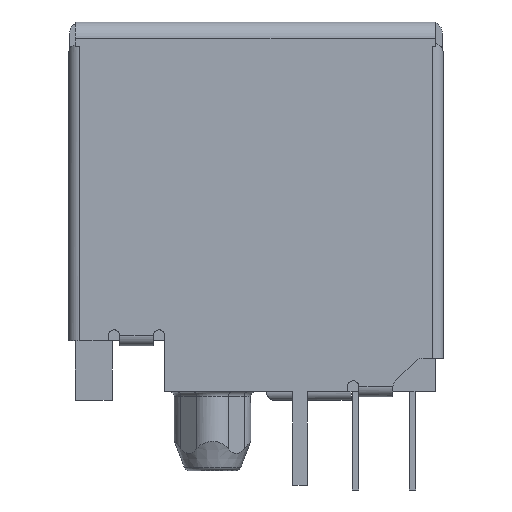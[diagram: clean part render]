
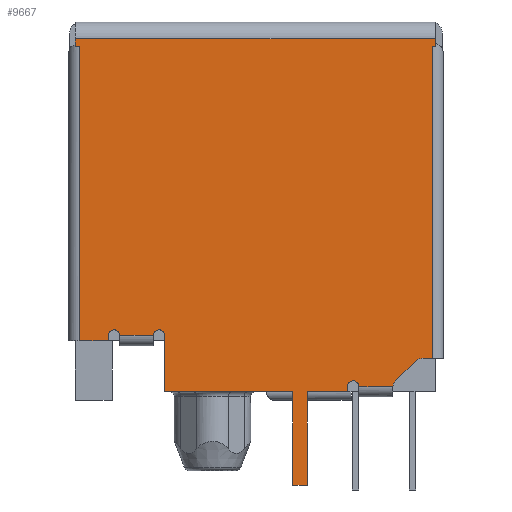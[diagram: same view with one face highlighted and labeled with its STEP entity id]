
A CAD part, left-side view. The second image highlights one B-rep face of the part: STEP entity #9667.
In plain terms, the highlighted planar face has unit normal (-1, 0, 0).
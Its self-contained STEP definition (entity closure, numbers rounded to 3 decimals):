
#1=DIRECTION('',(-1.,0.,0.));
#5=DIRECTION('',(0.,0.,-1.));
#10=DIRECTION('',(0.,1.,0.));
#23=DIRECTION('',(0.,-1.,0.));
#53=DIRECTION('',(0.,0.,1.));
#73=VECTOR('',#23,1.28);
#98=VECTOR('',#53,2.268);
#124=DIRECTION('',(1.,0.,0.));
#191=CARTESIAN_POINT('',(-8.059,-1.788,-16.444));
#201=CARTESIAN_POINT('',(-8.059,-4.22,-16.447));
#247=VECTOR('',#10,0.64);
#363=DIRECTION('',(0.,0.,-1.));
#364=VECTOR('',#363,4.145);
#365=LINE('',#191,#364);
#366=CARTESIAN_POINT('',(-8.059,-2.428,-16.444));
#367=CARTESIAN_POINT('',(-8.059,-3.025,-16.444));
#368=CARTESIAN_POINT('',(-8.059,-3.623,-16.447));
#369=LINE('',#366,#364);
#370=DIRECTION('',(0.,-1.,0.001));
#371=VECTOR('',#370,5.698);
#372=CARTESIAN_POINT('',(-8.059,3.91,-16.447));
#373=LINE('',#372,#371);
#374=LINE('',#372,#98);
#375=VECTOR('',#5,0.25);
#376=CARTESIAN_POINT('',(-8.059,3.91,-13.929));
#377=LINE('',#376,#375);
#378=CARTESIAN_POINT('',(-8.059,4.16,-13.929));
#379=DIRECTION('',(0.,-1.,0.));
#380=AXIS2_PLACEMENT_3D('',#378,#1,#379);
#381=VECTOR('',#23,1.5);
#382=CARTESIAN_POINT('',(-8.059,5.91,-13.929));
#383=LINE('',#382,#381);
#384=CARTESIAN_POINT('',(-8.059,6.16,-13.929));
#385=AXIS2_PLACEMENT_3D('',#384,#1,#23);
#386=DIRECTION('',(0.,0.,1.));
#387=AXIS2_PLACEMENT_3D('',#384,#1,#386);
#388=DIRECTION('',(0.,0.,1.));
#389=VECTOR('',#388,0.25);
#390=CARTESIAN_POINT('',(-8.059,6.41,-14.179));
#391=LINE('',#390,#389);
#392=VECTOR('',#5,13.101);
#393=CARTESIAN_POINT('',(-8.059,7.69,-1.078));
#394=LINE('',#393,#392);
#395=VECTOR('',#23,16.);
#396=CARTESIAN_POINT('',(-8.059,7.874,-0.749));
#397=LINE('',#396,#395);
#398=VECTOR('',#5,13.871);
#399=CARTESIAN_POINT('',(-8.059,-7.99,-1.078));
#400=LINE('',#399,#398);
#401=DIRECTION('',(0.,-0.707,0.707));
#402=VECTOR('',#401,1.212);
#403=CARTESIAN_POINT('',(-8.059,-6.366,-15.952));
#404=LINE('',#403,#402);
#405=CARTESIAN_POINT('',(-8.059,-6.72,-16.306));
#406=AXIS2_PLACEMENT_3D('',#405,#124,#10);
#407=VECTOR('',#5,0.097);
#408=CARTESIAN_POINT('',(-8.059,-6.22,-16.209));
#409=LINE('',#408,#407);
#410=CARTESIAN_POINT('',(-8.059,-4.72,-16.209));
#411=LINE('',#410,#381);
#412=CARTESIAN_POINT('',(-8.059,-4.47,-16.199));
#413=AXIS2_PLACEMENT_3D('',#412,#1,#23);
#414=VECTOR('',#53,0.248);
#415=LINE('',#201,#414);
#419=CARTESIAN_POINT('',(-8.06,-2.428,-20.589));
#420=LINE('',#419,#247);
#427=CARTESIAN_POINT('',(-8.06,-1.788,-20.589));
#455=DIRECTION('',(0.,0.707,0.707));
#463=VECTOR('',#10,0.136);
#574=CARTESIAN_POINT('',(-8.059,-8.126,-1.078));
#576=VECTOR('',#5,0.329);
#577=CARTESIAN_POINT('',(-8.059,-8.126,-0.749));
#578=LINE('',#577,#576);
#844=LINE('',#396,#576);
#845=CARTESIAN_POINT('',(-8.059,7.874,-1.078));
#2198=VECTOR('',#23,0.413);
#2199=CARTESIAN_POINT('',(-8.059,-7.577,-14.949));
#2200=LINE('',#2199,#2198);
#2265=VECTOR('',#53,0.01);
#2266=LINE('',#410,#2265);
#2270=CARTESIAN_POINT('',(-8.059,-4.72,-16.199));
#2284=CARTESIAN_POINT('',(-8.059,-7.224,-15.095));
#2289=CARTESIAN_POINT('',(-8.059,-7.577,-15.449));
#2290=AXIS2_PLACEMENT_3D('',#2289,#124,#455);
#2291=CARTESIAN_POINT('',(-8.059,-6.22,-16.306));
#2302=CARTESIAN_POINT('',(-8.059,-4.22,-16.199));
#2335=DIRECTION('',(0.,1.,0.));
#2336=VECTOR('',#2335,0.184);
#2337=LINE('',#393,#2336);
#2338=LINE('',#574,#463);
#2381=CARTESIAN_POINT('',(-8.059,7.69,-14.179));
#2382=LINE('',#2381,#73);
#2392=CARTESIAN_POINT('',(-8.059,6.41,-13.929));
#2399=CARTESIAN_POINT('',(-8.059,6.16,-13.679));
#2424=CARTESIAN_POINT('',(-8.059,4.41,-13.929));
#2452=CARTESIAN_POINT('',(-8.059,3.91,-14.179));
#3249=VERTEX_POINT('',#372);
#3300=VERTEX_POINT('',#201);
#3301=VERTEX_POINT('',#2302);
#3306=VERTEX_POINT('',#410);
#3307=VERTEX_POINT('',#2270);
#3313=VERTEX_POINT('',#390);
#3314=VERTEX_POINT('',#2392);
#3315=VERTEX_POINT('',#2399);
#3316=VERTEX_POINT('',#382);
#3317=VERTEX_POINT('',#376);
#3318=VERTEX_POINT('',#2424);
#3319=VERTEX_POINT('',#2452);
#3344=VERTEX_POINT('',#2381);
#3463=VERTEX_POINT('',#2284);
#3464=VERTEX_POINT('',#2199);
#3466=VERTEX_POINT('',#408);
#3474=VERTEX_POINT('',#2291);
#3475=VERTEX_POINT('',#403);
#3482=CARTESIAN_POINT('',(-8.059,-7.99,-14.949));
#3483=VERTEX_POINT('',#3482);
#3826=VERTEX_POINT('',#577);
#3827=VERTEX_POINT('',#574);
#3833=VERTEX_POINT('',#396);
#3834=VERTEX_POINT('',#845);
#3848=VERTEX_POINT('',#393);
#3853=VERTEX_POINT('',#399);
#3926=VERTEX_POINT('',#419);
#3927=VERTEX_POINT('',#427);
#3934=VERTEX_POINT('',#191);
#3937=VERTEX_POINT('',#366);
#4531=CARTESIAN_POINT('',(-8.059,-4.238,-0.249));
#4532=AXIS2_PLACEMENT_3D('',#4531,#1,#10);
#4533=PLANE('',#4532);
#4534=ORIENTED_EDGE('',*,*,#9439,.F.);
#4535=ORIENTED_EDGE('',*,*,#9641,.T.);
#4536=ORIENTED_EDGE('',*,*,#9642,.T.);
#4537=ORIENTED_EDGE('',*,*,#9637,.F.);
#4538=ORIENTED_EDGE('',*,*,#9499,.F.);
#4539=ORIENTED_EDGE('',*,*,#9643,.T.);
#4540=ORIENTED_EDGE('',*,*,#9644,.F.);
#4541=ORIENTED_EDGE('',*,*,#9645,.T.);
#4542=ORIENTED_EDGE('',*,*,#9646,.F.);
#4543=ORIENTED_EDGE('',*,*,#9647,.T.);
#4544=ORIENTED_EDGE('',*,*,#9648,.T.);
#4545=ORIENTED_EDGE('',*,*,#9649,.F.);
#4546=ORIENTED_EDGE('',*,*,#9650,.F.);
#4547=ORIENTED_EDGE('',*,*,#9651,.F.);
#4548=ORIENTED_EDGE('',*,*,#9652,.T.);
#4549=ORIENTED_EDGE('',*,*,#9653,.F.);
#4550=ORIENTED_EDGE('',*,*,#9654,.T.);
#4551=ORIENTED_EDGE('',*,*,#9655,.T.);
#4552=ORIENTED_EDGE('',*,*,#9656,.T.);
#4553=ORIENTED_EDGE('',*,*,#9657,.T.);
#4554=ORIENTED_EDGE('',*,*,#9658,.F.);
#4555=ORIENTED_EDGE('',*,*,#9659,.F.);
#4556=ORIENTED_EDGE('',*,*,#9660,.F.);
#4557=ORIENTED_EDGE('',*,*,#9661,.F.);
#4558=ORIENTED_EDGE('',*,*,#9662,.F.);
#4559=ORIENTED_EDGE('',*,*,#9663,.F.);
#4560=ORIENTED_EDGE('',*,*,#9664,.T.);
#4561=ORIENTED_EDGE('',*,*,#9665,.T.);
#4562=ORIENTED_EDGE('',*,*,#9666,.F.);
#4563=EDGE_LOOP('',(#4534,#4535,#4536,#4537,#4538,#4539,#4540,#4541,#4542,#4543,#4544,#4545,#4546,#4547,#4548,#4549,#4550,#4551,#4552,#4553,#4554,#4555,#4556,#4557,#4558,#4559,#4560,#4561,#4562));
#4564=FACE_OUTER_BOUND('',#4563,.F.);
#9080=B_SPLINE_CURVE_WITH_KNOTS('',3,(#366,#367,#368,#201),.UNSPECIFIED.,.F.,.F.,(4,4),(0.,1.),.UNSPECIFIED.);
#9081=CIRCLE('',#380,0.25);
#9082=CIRCLE('',#385,0.25);
#9083=CIRCLE('',#387,0.25);
#9084=CIRCLE('',#406,0.5);
#9085=CIRCLE('',#413,0.25);
#9238=CIRCLE('',#2290,0.5);
#9439=EDGE_CURVE('',#3937,#3300,#9080,.T.);
#9499=EDGE_CURVE('',#3249,#3934,#373,.T.);
#9637=EDGE_CURVE('',#3934,#3927,#365,.T.);
#9641=EDGE_CURVE('',#3937,#3926,#369,.T.);
#9642=EDGE_CURVE('',#3926,#3927,#420,.T.);
#9643=EDGE_CURVE('',#3249,#3319,#374,.T.);
#9644=EDGE_CURVE('',#3317,#3319,#377,.T.);
#9645=EDGE_CURVE('',#3317,#3318,#9081,.T.);
#9646=EDGE_CURVE('',#3316,#3318,#383,.T.);
#9647=EDGE_CURVE('',#3316,#3315,#9082,.T.);
#9648=EDGE_CURVE('',#3315,#3314,#9083,.T.);
#9649=EDGE_CURVE('',#3313,#3314,#391,.T.);
#9650=EDGE_CURVE('',#3344,#3313,#2382,.T.);
#9651=EDGE_CURVE('',#3848,#3344,#394,.T.);
#9652=EDGE_CURVE('',#3848,#3834,#2337,.T.);
#9653=EDGE_CURVE('',#3833,#3834,#844,.T.);
#9654=EDGE_CURVE('',#3833,#3826,#397,.T.);
#9655=EDGE_CURVE('',#3826,#3827,#578,.T.);
#9656=EDGE_CURVE('',#3827,#3853,#2338,.T.);
#9657=EDGE_CURVE('',#3853,#3483,#400,.T.);
#9658=EDGE_CURVE('',#3464,#3483,#2200,.T.);
#9659=EDGE_CURVE('',#3463,#3464,#9238,.T.);
#9660=EDGE_CURVE('',#3475,#3463,#404,.T.);
#9661=EDGE_CURVE('',#3474,#3475,#9084,.T.);
#9662=EDGE_CURVE('',#3466,#3474,#409,.T.);
#9663=EDGE_CURVE('',#3306,#3466,#411,.T.);
#9664=EDGE_CURVE('',#3306,#3307,#2266,.T.);
#9665=EDGE_CURVE('',#3307,#3301,#9085,.T.);
#9666=EDGE_CURVE('',#3300,#3301,#415,.T.);
#9667=ADVANCED_FACE('',(#4564),#4533,.T.);
